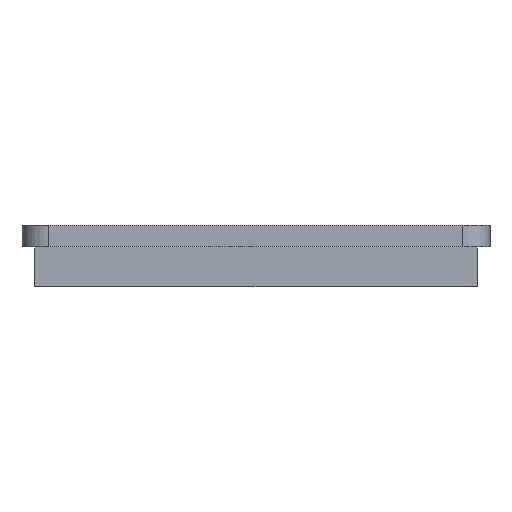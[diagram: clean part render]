
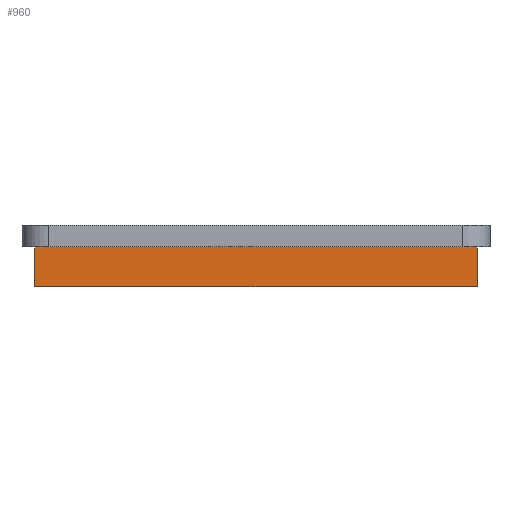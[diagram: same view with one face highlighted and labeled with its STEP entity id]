
A CAD part, front view. The second image highlights one B-rep face of the part: STEP entity #960.
In plain terms, the highlighted planar face has unit normal (0, -1, 0).
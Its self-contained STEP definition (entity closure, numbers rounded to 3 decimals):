
#100 = PLANE('',#101);
#101 = AXIS2_PLACEMENT_3D('',#102,#103,#104);
#102 = CARTESIAN_POINT('',(-13.,-14.,-0.6));
#103 = DIRECTION('',(0.,0.,1.));
#104 = DIRECTION('',(1.,0.,0.));
#605 = VERTEX_POINT('',#606);
#606 = CARTESIAN_POINT('',(-12.3,-13.3,-0.6));
#622 = PLANE('',#623);
#623 = AXIS2_PLACEMENT_3D('',#624,#625,#626);
#624 = CARTESIAN_POINT('',(-12.3,-13.3,-2.8));
#625 = DIRECTION('',(1.,0.,0.));
#626 = DIRECTION('',(0.,0.,1.));
#663 = VERTEX_POINT('',#664);
#664 = CARTESIAN_POINT('',(12.3,-13.3,-0.6));
#678 = PLANE('',#679);
#679 = AXIS2_PLACEMENT_3D('',#680,#681,#682);
#680 = CARTESIAN_POINT('',(12.3,-13.3,-2.8));
#681 = DIRECTION('',(1.,0.,0.));
#682 = DIRECTION('',(0.,0.,1.));
#690 = EDGE_CURVE('',#605,#663,#691,.T.);
#691 = SURFACE_CURVE('',#692,(#696,#703),.PCURVE_S1.);
#692 = LINE('',#693,#694);
#693 = CARTESIAN_POINT('',(-12.3,-13.3,-0.6));
#694 = VECTOR('',#695,1.);
#695 = DIRECTION('',(1.,0.,0.));
#696 = PCURVE('',#100,#697);
#697 = DEFINITIONAL_REPRESENTATION('',(#698),#702);
#698 = LINE('',#699,#700);
#699 = CARTESIAN_POINT('',(0.7,0.7));
#700 = VECTOR('',#701,1.);
#701 = DIRECTION('',(1.,0.));
#702 = ( GEOMETRIC_REPRESENTATION_CONTEXT(2) 
PARAMETRIC_REPRESENTATION_CONTEXT() REPRESENTATION_CONTEXT('2D SPACE',''
  ) );
#703 = PCURVE('',#704,#709);
#704 = PLANE('',#705);
#705 = AXIS2_PLACEMENT_3D('',#706,#707,#708);
#706 = CARTESIAN_POINT('',(-12.3,-13.3,-2.8));
#707 = DIRECTION('',(0.,1.,0.));
#708 = DIRECTION('',(0.,0.,1.));
#709 = DEFINITIONAL_REPRESENTATION('',(#710),#714);
#710 = LINE('',#711,#712);
#711 = CARTESIAN_POINT('',(2.2,0.));
#712 = VECTOR('',#713,1.);
#713 = DIRECTION('',(0.,1.));
#714 = ( GEOMETRIC_REPRESENTATION_CONTEXT(2) 
PARAMETRIC_REPRESENTATION_CONTEXT() REPRESENTATION_CONTEXT('2D SPACE',''
  ) );
#888 = EDGE_CURVE('',#889,#605,#891,.T.);
#889 = VERTEX_POINT('',#890);
#890 = CARTESIAN_POINT('',(-12.3,-13.3,-2.8));
#891 = SURFACE_CURVE('',#892,(#896,#903),.PCURVE_S1.);
#892 = LINE('',#893,#894);
#893 = CARTESIAN_POINT('',(-12.3,-13.3,-2.8));
#894 = VECTOR('',#895,1.);
#895 = DIRECTION('',(0.,0.,1.));
#896 = PCURVE('',#622,#897);
#897 = DEFINITIONAL_REPRESENTATION('',(#898),#902);
#898 = LINE('',#899,#900);
#899 = CARTESIAN_POINT('',(0.,0.));
#900 = VECTOR('',#901,1.);
#901 = DIRECTION('',(1.,0.));
#902 = ( GEOMETRIC_REPRESENTATION_CONTEXT(2) 
PARAMETRIC_REPRESENTATION_CONTEXT() REPRESENTATION_CONTEXT('2D SPACE',''
  ) );
#903 = PCURVE('',#704,#904);
#904 = DEFINITIONAL_REPRESENTATION('',(#905),#909);
#905 = LINE('',#906,#907);
#906 = CARTESIAN_POINT('',(0.,0.));
#907 = VECTOR('',#908,1.);
#908 = DIRECTION('',(1.,0.));
#909 = ( GEOMETRIC_REPRESENTATION_CONTEXT(2) 
PARAMETRIC_REPRESENTATION_CONTEXT() REPRESENTATION_CONTEXT('2D SPACE',''
  ) );
#927 = PLANE('',#928);
#928 = AXIS2_PLACEMENT_3D('',#929,#930,#931);
#929 = CARTESIAN_POINT('',(-12.3,-13.3,-2.8));
#930 = DIRECTION('',(0.,0.,1.));
#931 = DIRECTION('',(1.,0.,0.));
#960 = ADVANCED_FACE('',(#961),#704,.F.);
#961 = FACE_BOUND('',#962,.F.);
#962 = EDGE_LOOP('',(#963,#986,#987,#988));
#963 = ORIENTED_EDGE('',*,*,#964,.F.);
#964 = EDGE_CURVE('',#889,#965,#967,.T.);
#965 = VERTEX_POINT('',#966);
#966 = CARTESIAN_POINT('',(12.3,-13.3,-2.8));
#967 = SURFACE_CURVE('',#968,(#972,#979),.PCURVE_S1.);
#968 = LINE('',#969,#970);
#969 = CARTESIAN_POINT('',(-12.3,-13.3,-2.8));
#970 = VECTOR('',#971,1.);
#971 = DIRECTION('',(1.,0.,0.));
#972 = PCURVE('',#704,#973);
#973 = DEFINITIONAL_REPRESENTATION('',(#974),#978);
#974 = LINE('',#975,#976);
#975 = CARTESIAN_POINT('',(0.,0.));
#976 = VECTOR('',#977,1.);
#977 = DIRECTION('',(0.,1.));
#978 = ( GEOMETRIC_REPRESENTATION_CONTEXT(2) 
PARAMETRIC_REPRESENTATION_CONTEXT() REPRESENTATION_CONTEXT('2D SPACE',''
  ) );
#979 = PCURVE('',#927,#980);
#980 = DEFINITIONAL_REPRESENTATION('',(#981),#985);
#981 = LINE('',#982,#983);
#982 = CARTESIAN_POINT('',(0.,0.));
#983 = VECTOR('',#984,1.);
#984 = DIRECTION('',(1.,0.));
#985 = ( GEOMETRIC_REPRESENTATION_CONTEXT(2) 
PARAMETRIC_REPRESENTATION_CONTEXT() REPRESENTATION_CONTEXT('2D SPACE',''
  ) );
#986 = ORIENTED_EDGE('',*,*,#888,.T.);
#987 = ORIENTED_EDGE('',*,*,#690,.T.);
#988 = ORIENTED_EDGE('',*,*,#989,.F.);
#989 = EDGE_CURVE('',#965,#663,#990,.T.);
#990 = SURFACE_CURVE('',#991,(#995,#1002),.PCURVE_S1.);
#991 = LINE('',#992,#993);
#992 = CARTESIAN_POINT('',(12.3,-13.3,-2.8));
#993 = VECTOR('',#994,1.);
#994 = DIRECTION('',(0.,0.,1.));
#995 = PCURVE('',#704,#996);
#996 = DEFINITIONAL_REPRESENTATION('',(#997),#1001);
#997 = LINE('',#998,#999);
#998 = CARTESIAN_POINT('',(0.,24.6));
#999 = VECTOR('',#1000,1.);
#1000 = DIRECTION('',(1.,0.));
#1001 = ( GEOMETRIC_REPRESENTATION_CONTEXT(2) 
PARAMETRIC_REPRESENTATION_CONTEXT() REPRESENTATION_CONTEXT('2D SPACE',''
  ) );
#1002 = PCURVE('',#678,#1003);
#1003 = DEFINITIONAL_REPRESENTATION('',(#1004),#1008);
#1004 = LINE('',#1005,#1006);
#1005 = CARTESIAN_POINT('',(0.,0.));
#1006 = VECTOR('',#1007,1.);
#1007 = DIRECTION('',(1.,0.));
#1008 = ( GEOMETRIC_REPRESENTATION_CONTEXT(2) 
PARAMETRIC_REPRESENTATION_CONTEXT() REPRESENTATION_CONTEXT('2D SPACE',''
  ) );
